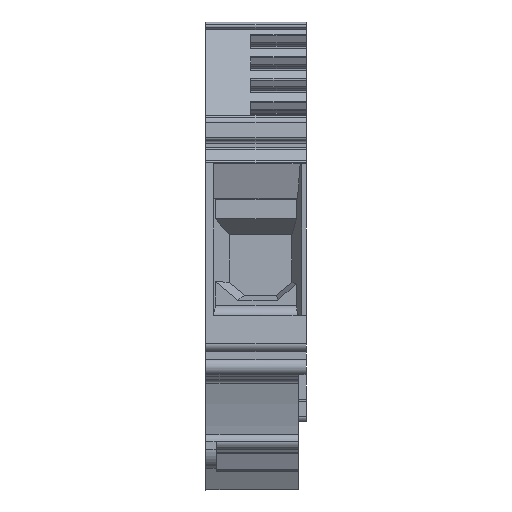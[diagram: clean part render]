
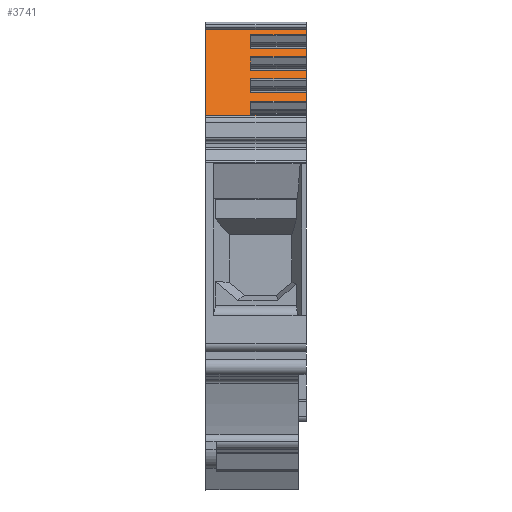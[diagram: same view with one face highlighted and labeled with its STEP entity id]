
A CAD part, front view. The second image highlights one B-rep face of the part: STEP entity #3741.
In plain terms, the highlighted planar face has unit normal (0, -0.707, 0.707).
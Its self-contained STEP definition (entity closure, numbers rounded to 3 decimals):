
#3636=AXIS2_PLACEMENT_3D('Plane Axis2P3D',#3633,#3634,#3635) ;
#157=CARTESIAN_POINT('Vertex',(9.9,15.629,45.459)) ;
#160=CARTESIAN_POINT('Line Origine',(9.9,15.407,45.237)) ;
#164=CARTESIAN_POINT('Vertex',(9.9,15.184,45.014)) ;
#264=CARTESIAN_POINT('Vertex',(9.9,13.812,43.642)) ;
#267=CARTESIAN_POINT('Line Origine',(9.9,13.402,43.232)) ;
#271=CARTESIAN_POINT('Vertex',(9.9,12.992,42.822)) ;
#380=CARTESIAN_POINT('Vertex',(9.9,11.62,41.45)) ;
#383=CARTESIAN_POINT('Line Origine',(9.9,11.21,41.04)) ;
#387=CARTESIAN_POINT('Vertex',(9.9,10.8,40.63)) ;
#496=CARTESIAN_POINT('Vertex',(9.9,9.428,39.258)) ;
#499=CARTESIAN_POINT('Line Origine',(9.9,9.018,38.848)) ;
#503=CARTESIAN_POINT('Vertex',(9.9,8.608,38.438)) ;
#603=CARTESIAN_POINT('Vertex',(9.9,7.236,37.066)) ;
#606=CARTESIAN_POINT('Line Origine',(9.9,7.013,36.843)) ;
#610=CARTESIAN_POINT('Vertex',(9.9,6.791,36.621)) ;
#2480=CARTESIAN_POINT('Vertex',(0.,6.791,36.621)) ;
#2483=CARTESIAN_POINT('Line Origine',(0.,11.21,41.04)) ;
#2487=CARTESIAN_POINT('Vertex',(0.,15.629,45.459)) ;
#3620=CARTESIAN_POINT('Line Origine',(4.95,15.629,45.459)) ;
#3633=CARTESIAN_POINT('Axis2P3D Location',(9.9,15.629,45.459)) ;
#3638=CARTESIAN_POINT('Line Origine',(7.175,12.992,42.822)) ;
#3642=CARTESIAN_POINT('Vertex',(4.45,12.992,42.822)) ;
#3645=CARTESIAN_POINT('Line Origine',(7.175,13.812,43.642)) ;
#3649=CARTESIAN_POINT('Vertex',(4.45,13.812,43.642)) ;
#3652=CARTESIAN_POINT('Line Origine',(4.45,14.498,44.328)) ;
#3656=CARTESIAN_POINT('Vertex',(4.45,15.184,45.014)) ;
#3659=CARTESIAN_POINT('Line Origine',(7.175,15.184,45.014)) ;
#3664=CARTESIAN_POINT('Line Origine',(4.95,6.791,36.621)) ;
#3669=CARTESIAN_POINT('Line Origine',(7.175,7.236,37.066)) ;
#3673=CARTESIAN_POINT('Vertex',(4.45,7.236,37.066)) ;
#3676=CARTESIAN_POINT('Line Origine',(4.45,7.922,37.752)) ;
#3680=CARTESIAN_POINT('Vertex',(4.45,8.608,38.438)) ;
#3683=CARTESIAN_POINT('Line Origine',(7.175,8.608,38.438)) ;
#3688=CARTESIAN_POINT('Line Origine',(7.175,9.428,39.258)) ;
#3692=CARTESIAN_POINT('Vertex',(4.45,9.428,39.258)) ;
#3695=CARTESIAN_POINT('Line Origine',(4.45,10.114,39.944)) ;
#3699=CARTESIAN_POINT('Vertex',(4.45,10.8,40.63)) ;
#3702=CARTESIAN_POINT('Line Origine',(7.175,10.8,40.63)) ;
#3707=CARTESIAN_POINT('Line Origine',(7.175,11.62,41.45)) ;
#3711=CARTESIAN_POINT('Vertex',(4.45,11.62,41.45)) ;
#3714=CARTESIAN_POINT('Line Origine',(4.45,12.306,42.136)) ;
#161=DIRECTION('Vector Direction',(0.,-0.707,-0.707)) ;
#268=DIRECTION('Vector Direction',(0.,0.707,0.707)) ;
#384=DIRECTION('Vector Direction',(0.,0.707,0.707)) ;
#500=DIRECTION('Vector Direction',(0.,0.707,0.707)) ;
#607=DIRECTION('Vector Direction',(0.,-0.707,-0.707)) ;
#2484=DIRECTION('Vector Direction',(0.,-0.707,-0.707)) ;
#3621=DIRECTION('Vector Direction',(-1.,0.,0.)) ;
#3634=DIRECTION('Axis2P3D Direction',(0.,0.707,-0.707)) ;
#3635=DIRECTION('Axis2P3D XDirection',(0.,-0.707,-0.707)) ;
#3639=DIRECTION('Vector Direction',(-1.,0.,0.)) ;
#3646=DIRECTION('Vector Direction',(-1.,0.,0.)) ;
#3653=DIRECTION('Vector Direction',(0.,0.707,0.707)) ;
#3660=DIRECTION('Vector Direction',(-1.,0.,0.)) ;
#3665=DIRECTION('Vector Direction',(-1.,0.,0.)) ;
#3670=DIRECTION('Vector Direction',(-1.,0.,0.)) ;
#3677=DIRECTION('Vector Direction',(0.,0.707,0.707)) ;
#3684=DIRECTION('Vector Direction',(-1.,0.,0.)) ;
#3689=DIRECTION('Vector Direction',(-1.,0.,0.)) ;
#3696=DIRECTION('Vector Direction',(0.,0.707,0.707)) ;
#3703=DIRECTION('Vector Direction',(-1.,0.,0.)) ;
#3708=DIRECTION('Vector Direction',(-1.,0.,0.)) ;
#3715=DIRECTION('Vector Direction',(0.,0.707,0.707)) ;
#162=VECTOR('Line Direction',#161,1.) ;
#269=VECTOR('Line Direction',#268,1.) ;
#385=VECTOR('Line Direction',#384,1.) ;
#501=VECTOR('Line Direction',#500,1.) ;
#608=VECTOR('Line Direction',#607,1.) ;
#2485=VECTOR('Line Direction',#2484,1.) ;
#3622=VECTOR('Line Direction',#3621,1.) ;
#3640=VECTOR('Line Direction',#3639,1.) ;
#3647=VECTOR('Line Direction',#3646,1.) ;
#3654=VECTOR('Line Direction',#3653,1.) ;
#3661=VECTOR('Line Direction',#3660,1.) ;
#3666=VECTOR('Line Direction',#3665,1.) ;
#3671=VECTOR('Line Direction',#3670,1.) ;
#3678=VECTOR('Line Direction',#3677,1.) ;
#3685=VECTOR('Line Direction',#3684,1.) ;
#3690=VECTOR('Line Direction',#3689,1.) ;
#3697=VECTOR('Line Direction',#3696,1.) ;
#3704=VECTOR('Line Direction',#3703,1.) ;
#3709=VECTOR('Line Direction',#3708,1.) ;
#3716=VECTOR('Line Direction',#3715,1.) ;
#3720=ORIENTED_EDGE('',*,*,#3644,.F.) ;
#3721=ORIENTED_EDGE('',*,*,#273,.F.) ;
#3722=ORIENTED_EDGE('',*,*,#3651,.T.) ;
#3723=ORIENTED_EDGE('',*,*,#3658,.T.) ;
#3724=ORIENTED_EDGE('',*,*,#3663,.F.) ;
#3725=ORIENTED_EDGE('',*,*,#166,.T.) ;
#3726=ORIENTED_EDGE('',*,*,#3624,.T.) ;
#3727=ORIENTED_EDGE('',*,*,#2489,.F.) ;
#3728=ORIENTED_EDGE('',*,*,#3668,.F.) ;
#3729=ORIENTED_EDGE('',*,*,#612,.T.) ;
#3730=ORIENTED_EDGE('',*,*,#3675,.T.) ;
#3731=ORIENTED_EDGE('',*,*,#3682,.T.) ;
#3732=ORIENTED_EDGE('',*,*,#3687,.F.) ;
#3733=ORIENTED_EDGE('',*,*,#505,.F.) ;
#3734=ORIENTED_EDGE('',*,*,#3694,.T.) ;
#3735=ORIENTED_EDGE('',*,*,#3701,.T.) ;
#3736=ORIENTED_EDGE('',*,*,#3706,.F.) ;
#3737=ORIENTED_EDGE('',*,*,#389,.F.) ;
#3738=ORIENTED_EDGE('',*,*,#3713,.T.) ;
#3739=ORIENTED_EDGE('',*,*,#3718,.T.) ;
#3741=ADVANCED_FACE('KLTR',(#3740),#3637,.F.) ;
#166=EDGE_CURVE('',#165,#158,#163,.F.) ;
#273=EDGE_CURVE('',#265,#272,#270,.F.) ;
#389=EDGE_CURVE('',#381,#388,#386,.F.) ;
#505=EDGE_CURVE('',#497,#504,#502,.F.) ;
#612=EDGE_CURVE('',#611,#604,#609,.F.) ;
#2489=EDGE_CURVE('',#2481,#2488,#2486,.F.) ;
#3624=EDGE_CURVE('',#158,#2488,#3623,.T.) ;
#3644=EDGE_CURVE('',#272,#3643,#3641,.T.) ;
#3651=EDGE_CURVE('',#265,#3650,#3648,.T.) ;
#3658=EDGE_CURVE('',#3650,#3657,#3655,.T.) ;
#3663=EDGE_CURVE('',#165,#3657,#3662,.T.) ;
#3668=EDGE_CURVE('',#611,#2481,#3667,.T.) ;
#3675=EDGE_CURVE('',#604,#3674,#3672,.T.) ;
#3682=EDGE_CURVE('',#3674,#3681,#3679,.T.) ;
#3687=EDGE_CURVE('',#504,#3681,#3686,.T.) ;
#3694=EDGE_CURVE('',#497,#3693,#3691,.T.) ;
#3701=EDGE_CURVE('',#3693,#3700,#3698,.T.) ;
#3706=EDGE_CURVE('',#388,#3700,#3705,.T.) ;
#3713=EDGE_CURVE('',#381,#3712,#3710,.T.) ;
#3718=EDGE_CURVE('',#3712,#3643,#3717,.T.) ;
#3719=EDGE_LOOP('',(#3720,#3721,#3722,#3723,#3724,#3725,#3726,#3727,#3728,#3729,#3730,#3731,#3732,#3733,#3734,#3735,#3736,#3737,#3738,#3739)) ;
#3740=FACE_OUTER_BOUND('',#3719,.T.) ;
#163=LINE('Line',#160,#162) ;
#270=LINE('Line',#267,#269) ;
#386=LINE('Line',#383,#385) ;
#502=LINE('Line',#499,#501) ;
#609=LINE('Line',#606,#608) ;
#2486=LINE('Line',#2483,#2485) ;
#3623=LINE('Line',#3620,#3622) ;
#3641=LINE('Line',#3638,#3640) ;
#3648=LINE('Line',#3645,#3647) ;
#3655=LINE('Line',#3652,#3654) ;
#3662=LINE('Line',#3659,#3661) ;
#3667=LINE('Line',#3664,#3666) ;
#3672=LINE('Line',#3669,#3671) ;
#3679=LINE('Line',#3676,#3678) ;
#3686=LINE('Line',#3683,#3685) ;
#3691=LINE('Line',#3688,#3690) ;
#3698=LINE('Line',#3695,#3697) ;
#3705=LINE('Line',#3702,#3704) ;
#3710=LINE('Line',#3707,#3709) ;
#3717=LINE('Line',#3714,#3716) ;
#3637=PLANE('',#3636) ;
#158=VERTEX_POINT('',#157) ;
#165=VERTEX_POINT('',#164) ;
#265=VERTEX_POINT('',#264) ;
#272=VERTEX_POINT('',#271) ;
#381=VERTEX_POINT('',#380) ;
#388=VERTEX_POINT('',#387) ;
#497=VERTEX_POINT('',#496) ;
#504=VERTEX_POINT('',#503) ;
#604=VERTEX_POINT('',#603) ;
#611=VERTEX_POINT('',#610) ;
#2481=VERTEX_POINT('',#2480) ;
#2488=VERTEX_POINT('',#2487) ;
#3643=VERTEX_POINT('',#3642) ;
#3650=VERTEX_POINT('',#3649) ;
#3657=VERTEX_POINT('',#3656) ;
#3674=VERTEX_POINT('',#3673) ;
#3681=VERTEX_POINT('',#3680) ;
#3693=VERTEX_POINT('',#3692) ;
#3700=VERTEX_POINT('',#3699) ;
#3712=VERTEX_POINT('',#3711) ;
